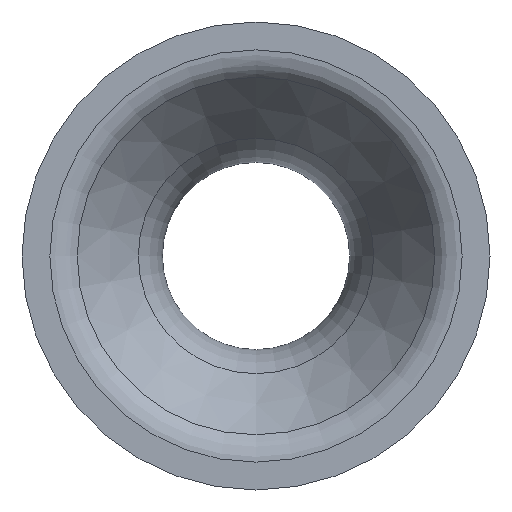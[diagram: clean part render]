
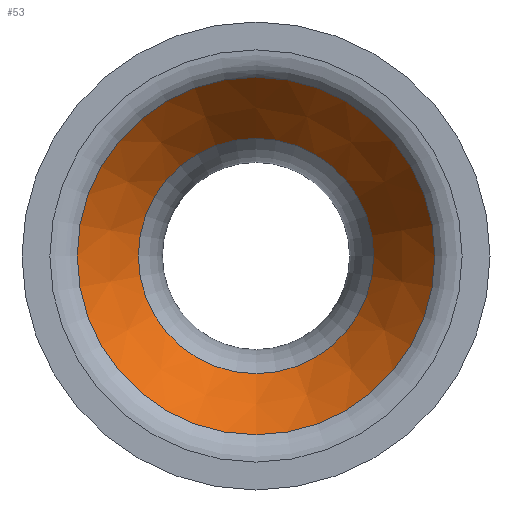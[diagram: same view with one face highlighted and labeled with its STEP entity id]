
A CAD part, left-side view. The second image highlights one B-rep face of the part: STEP entity #53.
In plain terms, the highlighted conical face has half-angle 34.923 degrees and reference radius 5.28 mm.
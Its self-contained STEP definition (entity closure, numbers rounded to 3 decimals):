
#53 = ADVANCED_FACE( '', ( #112, #113 ), #114, .F. );
#112 = FACE_OUTER_BOUND( '', #171, .T. );
#113 = FACE_BOUND( '', #172, .T. );
#114 = CONICAL_SURFACE( '', #173, 5.28, 0.61 );
#171 = EDGE_LOOP( '', ( #240 ) );
#172 = EDGE_LOOP( '', ( #241 ) );
#173 = AXIS2_PLACEMENT_3D( '', #242, #243, #244 );
#240 = ORIENTED_EDGE( '', *, *, #283, .T. );
#241 = ORIENTED_EDGE( '', *, *, #273, .F. );
#242 = CARTESIAN_POINT( '', ( 4.565, 0., 0. ) );
#243 = DIRECTION( '', ( -1., 0., 0. ) );
#244 = DIRECTION( '', ( 0., 0., 1. ) );
#273 = EDGE_CURVE( '', #301, #301, #302, .T. );
#283 = EDGE_CURVE( '', #317, #317, #318, .T. );
#301 = VERTEX_POINT( '', #340 );
#302 = CIRCLE( '', #341, 5.28 );
#317 = VERTEX_POINT( '', #356 );
#318 = CIRCLE( '', #357, 8.02 );
#340 = CARTESIAN_POINT( '', ( 4.565, 0., 5.28 ) );
#341 = AXIS2_PLACEMENT_3D( '', #379, #380, #381 );
#356 = CARTESIAN_POINT( '', ( 0.641, 0., 8.02 ) );
#357 = AXIS2_PLACEMENT_3D( '', #397, #398, #399 );
#379 = CARTESIAN_POINT( '', ( 4.565, 0., 0. ) );
#380 = DIRECTION( '', ( -1., 0., 0. ) );
#381 = DIRECTION( '', ( 0., 0., 1. ) );
#397 = CARTESIAN_POINT( '', ( 0.641, 0., 0. ) );
#398 = DIRECTION( '', ( -1., 0., 0. ) );
#399 = DIRECTION( '', ( 0., 0., 1. ) );
